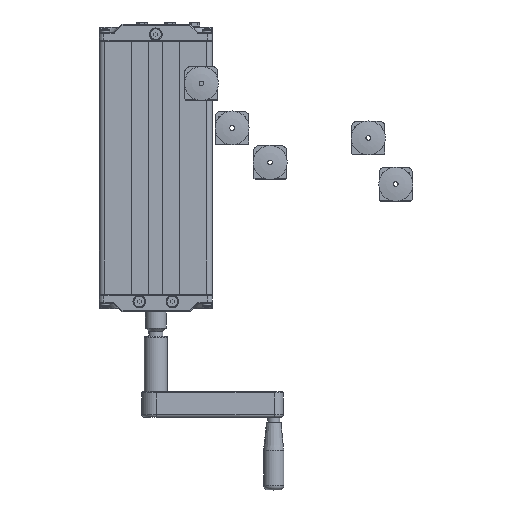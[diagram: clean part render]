
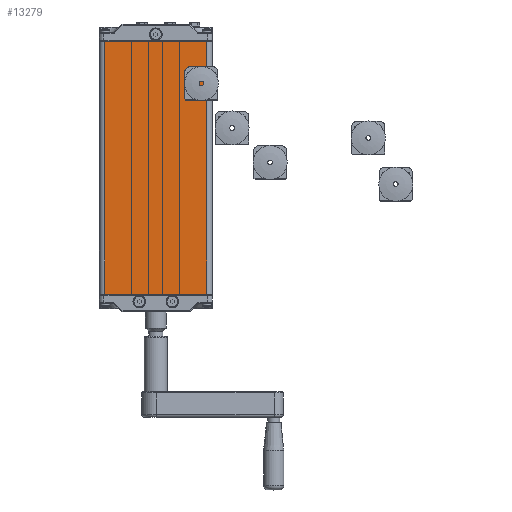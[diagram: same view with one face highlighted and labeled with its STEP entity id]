
A CAD part, top view. The second image highlights one B-rep face of the part: STEP entity #13279.
In plain terms, the highlighted planar face has unit normal (0, 0, 1).
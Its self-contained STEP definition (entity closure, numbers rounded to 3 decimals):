
#888=PLANE('',#14644);
#1191=FACE_OUTER_BOUND('',#2060,.T.);
#2060=EDGE_LOOP('',(#9088,#9089,#9090,#9091));
#3050=LINE('',#21044,#4032);
#3051=LINE('',#21046,#4033);
#3052=LINE('',#21048,#4034);
#3053=LINE('',#21049,#4035);
#4032=VECTOR('',#16494,267.5);
#4033=VECTOR('',#16495,108.);
#4034=VECTOR('',#16496,267.5);
#4035=VECTOR('',#16497,108.);
#5888=VERTEX_POINT('',#21042);
#5889=VERTEX_POINT('',#21043);
#5890=VERTEX_POINT('',#21045);
#5891=VERTEX_POINT('',#21047);
#7078=EDGE_CURVE('',#5888,#5889,#3050,.F.);
#7079=EDGE_CURVE('',#5889,#5890,#3051,.T.);
#7080=EDGE_CURVE('',#5890,#5891,#3052,.T.);
#7081=EDGE_CURVE('',#5891,#5888,#3053,.F.);
#9088=ORIENTED_EDGE('',*,*,#7078,.T.);
#9089=ORIENTED_EDGE('',*,*,#7079,.T.);
#9090=ORIENTED_EDGE('',*,*,#7080,.T.);
#9091=ORIENTED_EDGE('',*,*,#7081,.T.);
#13279=ADVANCED_FACE('',(#1191),#888,.T.);
#14644=AXIS2_PLACEMENT_3D('',#21041,#16492,#16493);
#16492=DIRECTION('center_axis',(0.,0.,1.));
#16493=DIRECTION('ref_axis',(1.,0.,0.));
#16494=DIRECTION('',(0.,-1.,0.));
#16495=DIRECTION('',(-1.,0.,0.));
#16496=DIRECTION('',(0.,-1.,0.));
#16497=DIRECTION('',(-1.,0.,0.));
#21041=CARTESIAN_POINT('Origin',(60.,268.5,30.));
#21042=CARTESIAN_POINT('',(54.,0.5,30.));
#21043=CARTESIAN_POINT('',(54.,268.,30.));
#21044=CARTESIAN_POINT('',(54.,268.,30.));
#21045=CARTESIAN_POINT('',(-54.,268.,30.));
#21046=CARTESIAN_POINT('',(54.,268.,30.));
#21047=CARTESIAN_POINT('',(-54.,0.5,30.));
#21048=CARTESIAN_POINT('',(-54.,268.,30.));
#21049=CARTESIAN_POINT('',(54.,0.5,30.));
